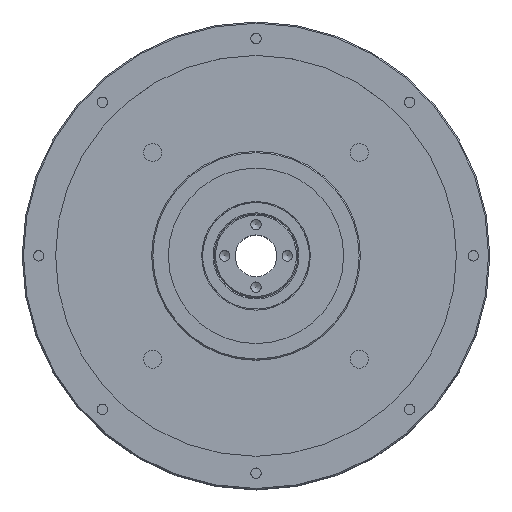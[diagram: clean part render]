
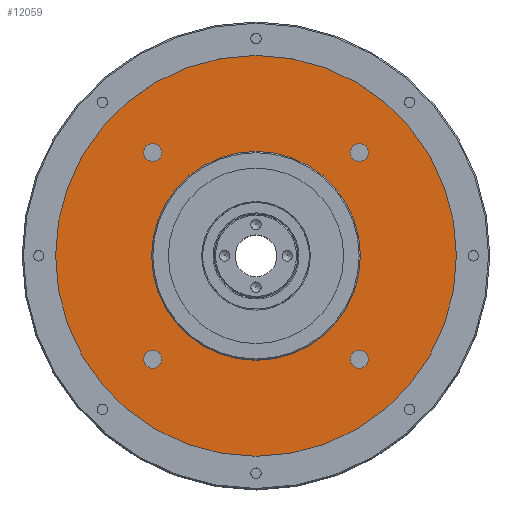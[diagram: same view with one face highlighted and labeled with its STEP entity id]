
A CAD part, top view. The second image highlights one B-rep face of the part: STEP entity #12059.
In plain terms, the highlighted planar face has unit normal (0, 0, 1).
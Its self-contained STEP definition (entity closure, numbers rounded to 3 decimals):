
#24 = AXIS2_PLACEMENT_3D ( 'NONE', #10923, #3050, #9930 ) ;
#350 = DIRECTION ( 'NONE',  ( 0., 0., 1. ) ) ;
#449 = ORIENTED_EDGE ( 'NONE', *, *, #4030, .F. ) ;
#897 = DIRECTION ( 'NONE',  ( 0., 0., 1. ) ) ;
#1117 = EDGE_LOOP ( 'NONE', ( #449 ) ) ;
#1173 = VERTEX_POINT ( 'NONE', #7543 ) ;
#1525 = FACE_BOUND ( 'NONE', #2426, .T. ) ;
#1862 = DIRECTION ( 'NONE',  ( 0., 0., 1. ) ) ;
#1916 = ORIENTED_EDGE ( 'NONE', *, *, #3307, .T. ) ;
#1963 = FACE_BOUND ( 'NONE', #12685, .T. ) ;
#2076 = DIRECTION ( 'NONE',  ( 0., 0., 1. ) ) ;
#2235 = AXIS2_PLACEMENT_3D ( 'NONE', #11252, #9312, #4342 ) ;
#2426 = EDGE_LOOP ( 'NONE', ( #9793 ) ) ;
#2600 = FACE_BOUND ( 'NONE', #1117, .T. ) ;
#2628 = ORIENTED_EDGE ( 'NONE', *, *, #10001, .F. ) ;
#3050 = DIRECTION ( 'NONE',  ( 0., 0., 1. ) ) ;
#3243 = CARTESIAN_POINT ( 'NONE',  ( -48., 0., 28. ) ) ;
#3307 = EDGE_CURVE ( 'NONE', #10390, #10390, #7687, .T. ) ;
#3353 = FACE_BOUND ( 'NONE', #8458, .T. ) ;
#4030 = EDGE_CURVE ( 'NONE', #5463, #5463, #10767, .T. ) ;
#4207 = VERTEX_POINT ( 'NONE', #8365 ) ;
#4247 = CIRCLE ( 'NONE', #2235, 2.15 ) ;
#4328 = EDGE_CURVE ( 'NONE', #4207, #4207, #6325, .T. ) ;
#4342 = DIRECTION ( 'NONE',  ( -1., 0., 0. ) ) ;
#4815 = DIRECTION ( 'NONE',  ( -1., 0., 0. ) ) ;
#4984 = VERTEX_POINT ( 'NONE', #7422 ) ;
#5161 = EDGE_LOOP ( 'NONE', ( #1916 ) ) ;
#5284 = ORIENTED_EDGE ( 'NONE', *, *, #4328, .F. ) ;
#5463 = VERTEX_POINT ( 'NONE', #9269 ) ;
#5815 = CARTESIAN_POINT ( 'NONE',  ( 0., 0., 28. ) ) ;
#5869 = CARTESIAN_POINT ( 'NONE',  ( 24.749, 24.749, 28. ) ) ;
#5930 = DIRECTION ( 'NONE',  ( -1., 0., 0. ) ) ;
#6256 = CARTESIAN_POINT ( 'NONE',  ( 24.749, -24.749, 28. ) ) ;
#6261 = CIRCLE ( 'NONE', #7532, 2.15 ) ;
#6325 = CIRCLE ( 'NONE', #12286, 25. ) ;
#7066 = CARTESIAN_POINT ( 'NONE',  ( -24.749, -24.749, 28. ) ) ;
#7342 = AXIS2_PLACEMENT_3D ( 'NONE', #8861, #12591, #5930 ) ;
#7422 = CARTESIAN_POINT ( 'NONE',  ( 22.599, 24.749, 28. ) ) ;
#7532 = AXIS2_PLACEMENT_3D ( 'NONE', #6256, #350, #11209 ) ;
#7543 = CARTESIAN_POINT ( 'NONE',  ( -26.899, 24.749, 28. ) ) ;
#7687 = CIRCLE ( 'NONE', #7342, 48. ) ;
#7922 = DIRECTION ( 'NONE',  ( -1., 0., 0. ) ) ;
#8343 = ORIENTED_EDGE ( 'NONE', *, *, #8788, .F. ) ;
#8365 = CARTESIAN_POINT ( 'NONE',  ( -25., 0., 28. ) ) ;
#8458 = EDGE_LOOP ( 'NONE', ( #8343 ) ) ;
#8750 = DIRECTION ( 'NONE',  ( -1., 0., 0. ) ) ;
#8788 = EDGE_CURVE ( 'NONE', #1173, #1173, #4247, .T. ) ;
#8861 = CARTESIAN_POINT ( 'NONE',  ( 0., 0., 28. ) ) ;
#8935 = PLANE ( 'NONE',  #24 ) ;
#9054 = AXIS2_PLACEMENT_3D ( 'NONE', #7066, #2076, #7922 ) ;
#9269 = CARTESIAN_POINT ( 'NONE',  ( -26.899, -24.749, 28. ) ) ;
#9312 = DIRECTION ( 'NONE',  ( 0., 0., 1. ) ) ;
#9793 = ORIENTED_EDGE ( 'NONE', *, *, #9827, .F. ) ;
#9827 = EDGE_CURVE ( 'NONE', #4984, #4984, #10853, .T. ) ;
#9829 = AXIS2_PLACEMENT_3D ( 'NONE', #5869, #1862, #8750 ) ;
#9930 = DIRECTION ( 'NONE',  ( -1., 0., 0. ) ) ;
#10001 = EDGE_CURVE ( 'NONE', #11569, #11569, #6261, .T. ) ;
#10367 = CARTESIAN_POINT ( 'NONE',  ( 22.599, -24.749, 28. ) ) ;
#10390 = VERTEX_POINT ( 'NONE', #3243 ) ;
#10426 = FACE_BOUND ( 'NONE', #10705, .T. ) ;
#10705 = EDGE_LOOP ( 'NONE', ( #2628 ) ) ;
#10767 = CIRCLE ( 'NONE', #9054, 2.15 ) ;
#10853 = CIRCLE ( 'NONE', #9829, 2.15 ) ;
#10923 = CARTESIAN_POINT ( 'NONE',  ( 0., -25., 28. ) ) ;
#11209 = DIRECTION ( 'NONE',  ( -1., 0., 0. ) ) ;
#11252 = CARTESIAN_POINT ( 'NONE',  ( -24.749, 24.749, 28. ) ) ;
#11335 = FACE_OUTER_BOUND ( 'NONE', #5161, .T. ) ;
#11569 = VERTEX_POINT ( 'NONE', #10367 ) ;
#12059 = ADVANCED_FACE ( 'NONE', ( #3353, #1525, #10426, #2600, #11335, #1963 ), #8935, .T. ) ;
#12286 = AXIS2_PLACEMENT_3D ( 'NONE', #5815, #897, #4815 ) ;
#12591 = DIRECTION ( 'NONE',  ( 0., 0., 1. ) ) ;
#12685 = EDGE_LOOP ( 'NONE', ( #5284 ) ) ;
